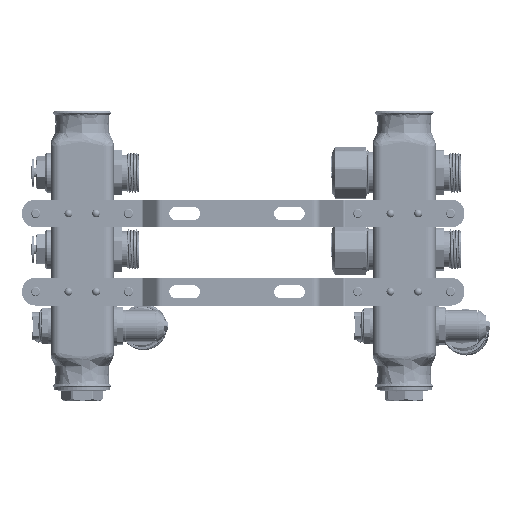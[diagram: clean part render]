
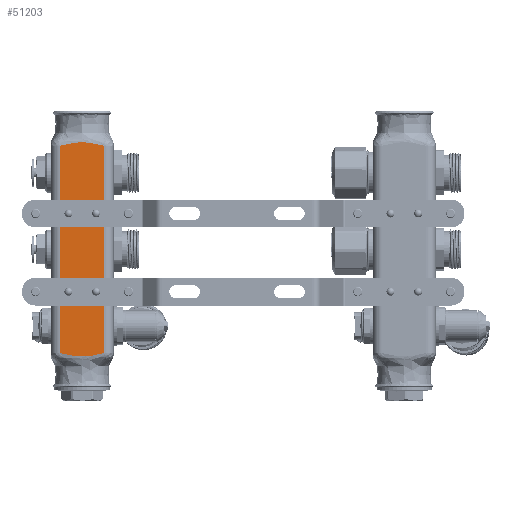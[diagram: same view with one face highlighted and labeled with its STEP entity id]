
A CAD part, front view. The second image highlights one B-rep face of the part: STEP entity #51203.
In plain terms, the highlighted face is planar.
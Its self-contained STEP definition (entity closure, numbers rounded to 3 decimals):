
#817 = CARTESIAN_POINT ( 'NONE',  ( 19.5, -8.513, -20.13 ) ) ;
#1497 = CARTESIAN_POINT ( 'NONE',  ( 19.5, 11.969, -20.783 ) ) ;
#1823 = CARTESIAN_POINT ( 'NONE',  ( 19.5, -13.314, -21.084 ) ) ;
#2332 = CARTESIAN_POINT ( 'NONE',  ( 19.5, -12.568, -157.093 ) ) ;
#2458 = CARTESIAN_POINT ( 'NONE',  ( 19.5, -14.5, -21.41 ) ) ;
#2670 = CARTESIAN_POINT ( 'NONE',  ( 19.5, -6.71, -158.215 ) ) ;
#2705 = VERTEX_POINT ( 'NONE', #20921 ) ;
#3725 = DIRECTION ( 'NONE',  ( -1., 0., 0. ) ) ;
#5485 = B_SPLINE_CURVE_WITH_KNOTS ( 'NONE', 3,
 ( #31522, #17023, #85697, #78642, #31182, #23443, #1497, #39932, #9606, #8266, #93430, #62133, #47011, #40274, #62813, #32518, #24109, #32179, #55075, #55410, #15688, #94109, #23767, #817, #77958, #48007, #69565, #77298, #39600, #46677, #54753, #1823, #31866, #47348 ),
 .UNSPECIFIED., .F., .F.,
 ( 4, 2, 2, 2, 2, 2, 2, 2, 2, 2, 2, 2, 2, 2, 2, 2, 4 ),
 ( 0., 0.002, 0.002, 0.003, 0.004, 0.007, 0.009, 0.011, 0.015, 0.018, 0.02, 0.022, 0.026, 0.027, 0.027, 0.028, 0.029 ),
 .UNSPECIFIED. ) ;
#8266 = CARTESIAN_POINT ( 'NONE',  ( 19.5, 9.712, -20.376 ) ) ;
#9439 = CARTESIAN_POINT ( 'NONE',  ( 19.5, -4.9, -158.512 ) ) ;
#9606 = CARTESIAN_POINT ( 'NONE',  ( 19.5, 11.216, -20.651 ) ) ;
#9756 = LINE ( 'NONE', #97570, #89248 ) ;
#11506 = CARTESIAN_POINT ( 'NONE',  ( 19.5, 14.5, -89. ) ) ;
#11518 = CARTESIAN_POINT ( 'NONE',  ( 19.5, -14.5, -156.59 ) ) ;
#14124 = ORIENTED_EDGE ( 'NONE', *, *, #75666, .T. ) ;
#15688 = CARTESIAN_POINT ( 'NONE',  ( 19.5, -4.9, -19.488 ) ) ;
#17023 = CARTESIAN_POINT ( 'NONE',  ( 19.5, 13.908, -21.243 ) ) ;
#17194 = CARTESIAN_POINT ( 'NONE',  ( 19.5, 12.568, -157.093 ) ) ;
#17493 = ORIENTED_EDGE ( 'NONE', *, *, #97832, .F. ) ;
#17522 = CARTESIAN_POINT ( 'NONE',  ( 19.5, 12.419, -157.128 ) ) ;
#17842 = CARTESIAN_POINT ( 'NONE',  ( 19.5, -1.236, -158.841 ) ) ;
#18177 = CARTESIAN_POINT ( 'NONE',  ( 19.5, 2.467, -158.781 ) ) ;
#19247 = VERTEX_POINT ( 'NONE', #11518 ) ;
#20263 = DIRECTION ( 'NONE',  ( 0., -1., 0. ) ) ;
#20921 = CARTESIAN_POINT ( 'NONE',  ( 19.5, 14.5, -156.59 ) ) ;
#23443 = CARTESIAN_POINT ( 'NONE',  ( 19.5, 12.119, -20.809 ) ) ;
#23767 = CARTESIAN_POINT ( 'NONE',  ( 19.5, -6.71, -19.785 ) ) ;
#24109 = CARTESIAN_POINT ( 'NONE',  ( 19.5, 1.236, -19.159 ) ) ;
#24948 = CARTESIAN_POINT ( 'NONE',  ( 19.5, -12.119, -157.191 ) ) ;
#25121 = ORIENTED_EDGE ( 'NONE', *, *, #75943, .F. ) ;
#25610 = CARTESIAN_POINT ( 'NONE',  ( 19.5, 13.314, -156.916 ) ) ;
#25933 = CARTESIAN_POINT ( 'NONE',  ( 19.5, 6.109, -158.324 ) ) ;
#26872 = B_SPLINE_CURVE_WITH_KNOTS ( 'NONE', 3,
 ( #46213, #56586, #25610, #17194, #17522, #87504, #71086, #79141, #41455, #93945, #32349, #48183, #25933, #47842, #64338, #18177, #79805, #17842, #87188, #41119, #9439, #32692, #2670, #79467, #40774, #86194, #95258, #48524, #24948, #94595, #2332, #71427, #33353, #72084 ),
 .UNSPECIFIED., .F., .F.,
 ( 4, 2, 2, 2, 2, 2, 2, 2, 2, 2, 2, 2, 2, 2, 2, 2, 4 ),
 ( 0., 0.002, 0.002, 0.003, 0.004, 0.007, 0.009, 0.011, 0.015, 0.018, 0.02, 0.022, 0.026, 0.027, 0.027, 0.028, 0.029 ),
 .UNSPECIFIED. ) ;
#26913 = DIRECTION ( 'NONE',  ( 0., 0., 1. ) ) ;
#30775 = ORIENTED_EDGE ( 'NONE', *, *, #52634, .T. ) ;
#31182 = CARTESIAN_POINT ( 'NONE',  ( 19.5, 12.419, -20.872 ) ) ;
#31522 = CARTESIAN_POINT ( 'NONE',  ( 19.5, 14.5, -21.41 ) ) ;
#31866 = CARTESIAN_POINT ( 'NONE',  ( 19.5, -13.908, -21.243 ) ) ;
#32179 = CARTESIAN_POINT ( 'NONE',  ( 19.5, -1.236, -19.159 ) ) ;
#32349 = CARTESIAN_POINT ( 'NONE',  ( 19.5, 8.513, -157.87 ) ) ;
#32518 = CARTESIAN_POINT ( 'NONE',  ( 19.5, 2.467, -19.219 ) ) ;
#32692 = CARTESIAN_POINT ( 'NONE',  ( 19.5, -6.109, -158.324 ) ) ;
#33353 = CARTESIAN_POINT ( 'NONE',  ( 19.5, -13.908, -156.757 ) ) ;
#38223 = CARTESIAN_POINT ( 'NONE',  ( 19.5, 14.5, -89. ) ) ;
#39232 = DIRECTION ( 'NONE',  ( 0., 0., 1. ) ) ;
#39600 = CARTESIAN_POINT ( 'NONE',  ( 19.5, -12.119, -20.809 ) ) ;
#39932 = CARTESIAN_POINT ( 'NONE',  ( 19.5, 11.517, -20.705 ) ) ;
#40274 = CARTESIAN_POINT ( 'NONE',  ( 19.5, 4.9, -19.488 ) ) ;
#40774 = CARTESIAN_POINT ( 'NONE',  ( 19.5, -9.712, -157.624 ) ) ;
#41119 = CARTESIAN_POINT ( 'NONE',  ( 19.5, -4.294, -158.591 ) ) ;
#41455 = CARTESIAN_POINT ( 'NONE',  ( 19.5, 11.216, -157.349 ) ) ;
#45777 = LINE ( 'NONE', #38223, #99890 ) ;
#46213 = CARTESIAN_POINT ( 'NONE',  ( 19.5, 14.5, -156.59 ) ) ;
#46677 = CARTESIAN_POINT ( 'NONE',  ( 19.5, -12.419, -20.872 ) ) ;
#47011 = CARTESIAN_POINT ( 'NONE',  ( 19.5, 6.109, -19.676 ) ) ;
#47348 = CARTESIAN_POINT ( 'NONE',  ( 19.5, -14.5, -21.41 ) ) ;
#47842 = CARTESIAN_POINT ( 'NONE',  ( 19.5, 4.9, -158.512 ) ) ;
#48007 = CARTESIAN_POINT ( 'NONE',  ( 19.5, -11.216, -20.651 ) ) ;
#48183 = CARTESIAN_POINT ( 'NONE',  ( 19.5, 6.71, -158.215 ) ) ;
#48524 = CARTESIAN_POINT ( 'NONE',  ( 19.5, -11.969, -157.217 ) ) ;
#51203 = ADVANCED_FACE ( 'NONE', ( #63765 ), #65726, .F. ) ;
#52634 = EDGE_CURVE ( 'NONE', #99301, #99102, #5485, .T. ) ;
#54753 = CARTESIAN_POINT ( 'NONE',  ( 19.5, -12.568, -20.907 ) ) ;
#55075 = CARTESIAN_POINT ( 'NONE',  ( 19.5, -2.467, -19.219 ) ) ;
#55410 = CARTESIAN_POINT ( 'NONE',  ( 19.5, -4.294, -19.409 ) ) ;
#56586 = CARTESIAN_POINT ( 'NONE',  ( 19.5, 13.908, -156.757 ) ) ;
#62133 = CARTESIAN_POINT ( 'NONE',  ( 19.5, 6.71, -19.785 ) ) ;
#62813 = CARTESIAN_POINT ( 'NONE',  ( 19.5, 4.294, -19.409 ) ) ;
#63765 = FACE_OUTER_BOUND ( 'NONE', #71353, .T. ) ;
#64338 = CARTESIAN_POINT ( 'NONE',  ( 19.5, 4.294, -158.591 ) ) ;
#65726 = PLANE ( 'NONE',  #91526 ) ;
#65765 = CARTESIAN_POINT ( 'NONE',  ( 19.5, 14.5, -21.41 ) ) ;
#69565 = CARTESIAN_POINT ( 'NONE',  ( 19.5, -11.517, -20.705 ) ) ;
#71086 = CARTESIAN_POINT ( 'NONE',  ( 19.5, 11.969, -157.217 ) ) ;
#71353 = EDGE_LOOP ( 'NONE', ( #14124, #30775, #17493, #25121 ) ) ;
#71427 = CARTESIAN_POINT ( 'NONE',  ( 19.5, -13.314, -156.916 ) ) ;
#72084 = CARTESIAN_POINT ( 'NONE',  ( 19.5, -14.5, -156.59 ) ) ;
#75666 = EDGE_CURVE ( 'NONE', #2705, #99301, #45777, .T. ) ;
#75943 = EDGE_CURVE ( 'NONE', #2705, #19247, #26872, .T. ) ;
#77298 = CARTESIAN_POINT ( 'NONE',  ( 19.5, -11.969, -20.783 ) ) ;
#77958 = CARTESIAN_POINT ( 'NONE',  ( 19.5, -9.712, -20.376 ) ) ;
#78642 = CARTESIAN_POINT ( 'NONE',  ( 19.5, 12.568, -20.907 ) ) ;
#79141 = CARTESIAN_POINT ( 'NONE',  ( 19.5, 11.517, -157.295 ) ) ;
#79467 = CARTESIAN_POINT ( 'NONE',  ( 19.5, -8.513, -157.87 ) ) ;
#79805 = CARTESIAN_POINT ( 'NONE',  ( 19.5, 1.236, -158.841 ) ) ;
#85697 = CARTESIAN_POINT ( 'NONE',  ( 19.5, 13.314, -21.084 ) ) ;
#86194 = CARTESIAN_POINT ( 'NONE',  ( 19.5, -11.216, -157.349 ) ) ;
#87188 = CARTESIAN_POINT ( 'NONE',  ( 19.5, -2.467, -158.781 ) ) ;
#87504 = CARTESIAN_POINT ( 'NONE',  ( 19.5, 12.119, -157.191 ) ) ;
#89248 = VECTOR ( 'NONE', #26913, 1000. ) ;
#91526 = AXIS2_PLACEMENT_3D ( 'NONE', #11506, #3725, #20263 ) ;
#93430 = CARTESIAN_POINT ( 'NONE',  ( 19.5, 8.513, -20.13 ) ) ;
#93945 = CARTESIAN_POINT ( 'NONE',  ( 19.5, 9.712, -157.624 ) ) ;
#94109 = CARTESIAN_POINT ( 'NONE',  ( 19.5, -6.109, -19.676 ) ) ;
#94595 = CARTESIAN_POINT ( 'NONE',  ( 19.5, -12.419, -157.128 ) ) ;
#95258 = CARTESIAN_POINT ( 'NONE',  ( 19.5, -11.517, -157.295 ) ) ;
#97570 = CARTESIAN_POINT ( 'NONE',  ( 19.5, -14.5, -89. ) ) ;
#97832 = EDGE_CURVE ( 'NONE', #19247, #99102, #9756, .T. ) ;
#99102 = VERTEX_POINT ( 'NONE', #2458 ) ;
#99301 = VERTEX_POINT ( 'NONE', #65765 ) ;
#99890 = VECTOR ( 'NONE', #39232, 1000. ) ;
